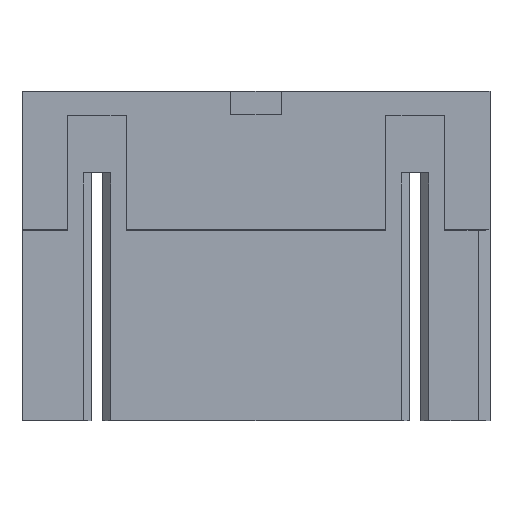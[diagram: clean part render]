
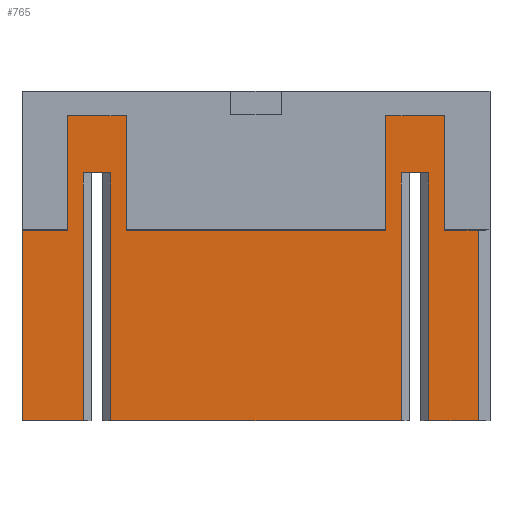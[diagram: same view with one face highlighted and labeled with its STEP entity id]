
A CAD part, top view. The second image highlights one B-rep face of the part: STEP entity #765.
In plain terms, the highlighted planar face has unit normal (0, 0, 1).
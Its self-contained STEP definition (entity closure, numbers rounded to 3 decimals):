
#19=FACE_OUTER_BOUND('',#58,.T.);
#58=EDGE_LOOP('',(#518,#519,#520,#521,#522,#523,#524,#525,#526,#527,#528,
#529,#530,#531,#532,#533,#534,#535,#536,#537));
#94=LINE('',#1050,#205);
#103=LINE('',#1068,#214);
#104=LINE('',#1071,#215);
#109=LINE('',#1081,#220);
#110=LINE('',#1083,#221);
#111=LINE('',#1085,#222);
#112=LINE('',#1087,#223);
#113=LINE('',#1089,#224);
#114=LINE('',#1091,#225);
#115=LINE('',#1093,#226);
#116=LINE('',#1095,#227);
#117=LINE('',#1097,#228);
#118=LINE('',#1099,#229);
#119=LINE('',#1101,#230);
#120=LINE('',#1103,#231);
#121=LINE('',#1105,#232);
#122=LINE('',#1107,#233);
#123=LINE('',#1109,#234);
#124=LINE('',#1110,#235);
#125=LINE('',#1111,#236);
#205=VECTOR('',#858,10.);
#214=VECTOR('',#871,10.);
#215=VECTOR('',#874,10.);
#220=VECTOR('',#881,10.);
#221=VECTOR('',#882,10.);
#222=VECTOR('',#883,10.);
#223=VECTOR('',#884,10.);
#224=VECTOR('',#885,10.);
#225=VECTOR('',#886,10.);
#226=VECTOR('',#887,10.);
#227=VECTOR('',#888,10.);
#228=VECTOR('',#889,10.);
#229=VECTOR('',#890,10.);
#230=VECTOR('',#891,10.);
#231=VECTOR('',#892,10.);
#232=VECTOR('',#893,10.);
#233=VECTOR('',#894,10.);
#234=VECTOR('',#895,10.);
#235=VECTOR('',#896,10.);
#236=VECTOR('',#897,10.);
#316=VERTEX_POINT('',#1047);
#317=VERTEX_POINT('',#1049);
#321=VERTEX_POINT('',#1061);
#324=VERTEX_POINT('',#1066);
#325=VERTEX_POINT('',#1070);
#329=VERTEX_POINT('',#1080);
#330=VERTEX_POINT('',#1082);
#331=VERTEX_POINT('',#1084);
#332=VERTEX_POINT('',#1086);
#333=VERTEX_POINT('',#1088);
#334=VERTEX_POINT('',#1090);
#335=VERTEX_POINT('',#1092);
#336=VERTEX_POINT('',#1094);
#337=VERTEX_POINT('',#1096);
#338=VERTEX_POINT('',#1098);
#339=VERTEX_POINT('',#1100);
#340=VERTEX_POINT('',#1102);
#341=VERTEX_POINT('',#1104);
#342=VERTEX_POINT('',#1106);
#343=VERTEX_POINT('',#1108);
#390=EDGE_CURVE('',#316,#317,#94,.T.);
#399=EDGE_CURVE('',#324,#321,#103,.T.);
#400=EDGE_CURVE('',#325,#321,#104,.T.);
#405=EDGE_CURVE('',#316,#329,#109,.T.);
#406=EDGE_CURVE('',#330,#329,#110,.T.);
#407=EDGE_CURVE('',#331,#330,#111,.T.);
#408=EDGE_CURVE('',#331,#332,#112,.T.);
#409=EDGE_CURVE('',#332,#333,#113,.T.);
#410=EDGE_CURVE('',#334,#333,#114,.T.);
#411=EDGE_CURVE('',#335,#334,#115,.T.);
#412=EDGE_CURVE('',#335,#336,#116,.T.);
#413=EDGE_CURVE('',#336,#337,#117,.T.);
#414=EDGE_CURVE('',#338,#337,#118,.T.);
#415=EDGE_CURVE('',#339,#338,#119,.T.);
#416=EDGE_CURVE('',#339,#340,#120,.T.);
#417=EDGE_CURVE('',#340,#341,#121,.T.);
#418=EDGE_CURVE('',#342,#341,#122,.T.);
#419=EDGE_CURVE('',#342,#343,#123,.T.);
#420=EDGE_CURVE('',#325,#343,#124,.T.);
#421=EDGE_CURVE('',#324,#317,#125,.T.);
#518=ORIENTED_EDGE('',*,*,#390,.F.);
#519=ORIENTED_EDGE('',*,*,#405,.T.);
#520=ORIENTED_EDGE('',*,*,#406,.F.);
#521=ORIENTED_EDGE('',*,*,#407,.F.);
#522=ORIENTED_EDGE('',*,*,#408,.T.);
#523=ORIENTED_EDGE('',*,*,#409,.T.);
#524=ORIENTED_EDGE('',*,*,#410,.F.);
#525=ORIENTED_EDGE('',*,*,#411,.F.);
#526=ORIENTED_EDGE('',*,*,#412,.T.);
#527=ORIENTED_EDGE('',*,*,#413,.T.);
#528=ORIENTED_EDGE('',*,*,#414,.F.);
#529=ORIENTED_EDGE('',*,*,#415,.F.);
#530=ORIENTED_EDGE('',*,*,#416,.T.);
#531=ORIENTED_EDGE('',*,*,#417,.T.);
#532=ORIENTED_EDGE('',*,*,#418,.F.);
#533=ORIENTED_EDGE('',*,*,#419,.T.);
#534=ORIENTED_EDGE('',*,*,#420,.F.);
#535=ORIENTED_EDGE('',*,*,#400,.T.);
#536=ORIENTED_EDGE('',*,*,#399,.F.);
#537=ORIENTED_EDGE('',*,*,#421,.T.);
#726=PLANE('',#818);
#765=ADVANCED_FACE('',(#19),#726,.T.);
#818=AXIS2_PLACEMENT_3D('',#1079,#879,#880);
#858=DIRECTION('',(0.,1.,0.));
#871=DIRECTION('',(0.,-1.,0.));
#874=DIRECTION('',(1.,0.,0.));
#879=DIRECTION('center_axis',(0.,0.,1.));
#880=DIRECTION('ref_axis',(1.,0.,0.));
#881=DIRECTION('',(1.,0.,0.));
#882=DIRECTION('',(0.,-1.,0.));
#883=DIRECTION('',(1.,0.,0.));
#884=DIRECTION('',(0.,1.,0.));
#885=DIRECTION('',(-1.,0.,0.));
#886=DIRECTION('',(0.,1.,0.));
#887=DIRECTION('',(1.,0.,0.));
#888=DIRECTION('',(0.,1.,0.));
#889=DIRECTION('',(-1.,0.,0.));
#890=DIRECTION('',(0.,1.,0.));
#891=DIRECTION('',(1.,0.,0.));
#892=DIRECTION('',(0.,-1.,0.));
#893=DIRECTION('',(1.,0.,0.));
#894=DIRECTION('',(0.,-1.,0.));
#895=DIRECTION('',(1.,0.,0.));
#896=DIRECTION('',(0.,1.,0.));
#897=DIRECTION('',(1.,0.,0.));
#1047=CARTESIAN_POINT('',(44.3,-24.45,4.));
#1049=CARTESIAN_POINT('',(44.3,39.075,4.));
#1050=CARTESIAN_POINT('',(44.3,19.538,4.));
#1061=CARTESIAN_POINT('',(37.3,-24.45,4.));
#1066=CARTESIAN_POINT('',(37.3,39.075,4.));
#1068=CARTESIAN_POINT('',(37.3,-12.225,4.));
#1070=CARTESIAN_POINT('',(-37.3,-24.45,4.));
#1071=CARTESIAN_POINT('',(-33.3,-24.45,4.));
#1079=CARTESIAN_POINT('Origin',(0.,0.,4.));
#1080=CARTESIAN_POINT('',(57.,-24.45,4.));
#1081=CARTESIAN_POINT('',(-33.3,-24.45,4.));
#1082=CARTESIAN_POINT('',(57.,24.45,4.));
#1083=CARTESIAN_POINT('',(57.,12.225,4.));
#1084=CARTESIAN_POINT('',(48.3,24.45,4.));
#1085=CARTESIAN_POINT('',(-30.,24.45,4.));
#1086=CARTESIAN_POINT('',(48.3,53.7,4.));
#1087=CARTESIAN_POINT('',(48.3,24.45,4.));
#1088=CARTESIAN_POINT('',(33.3,53.7,4.));
#1089=CARTESIAN_POINT('',(48.3,53.7,4.));
#1090=CARTESIAN_POINT('',(33.3,24.45,4.));
#1091=CARTESIAN_POINT('',(33.3,24.45,4.));
#1092=CARTESIAN_POINT('',(-33.3,24.45,4.));
#1093=CARTESIAN_POINT('',(-30.,24.45,4.));
#1094=CARTESIAN_POINT('',(-33.3,53.7,4.));
#1095=CARTESIAN_POINT('',(-33.3,24.45,4.));
#1096=CARTESIAN_POINT('',(-48.3,53.7,4.));
#1097=CARTESIAN_POINT('',(-48.3,53.7,4.));
#1098=CARTESIAN_POINT('',(-48.3,24.45,4.));
#1099=CARTESIAN_POINT('',(-48.3,24.45,4.));
#1100=CARTESIAN_POINT('',(-60.,24.45,4.));
#1101=CARTESIAN_POINT('',(-30.,24.45,4.));
#1102=CARTESIAN_POINT('',(-60.,-24.45,4.));
#1103=CARTESIAN_POINT('',(-60.,-60.,4.));
#1104=CARTESIAN_POINT('',(-44.3,-24.45,4.));
#1105=CARTESIAN_POINT('',(-33.3,-24.45,4.));
#1106=CARTESIAN_POINT('',(-44.3,39.075,4.));
#1107=CARTESIAN_POINT('',(-44.3,-12.225,4.));
#1108=CARTESIAN_POINT('',(-37.3,39.075,4.));
#1109=CARTESIAN_POINT('',(-21.15,39.075,4.));
#1110=CARTESIAN_POINT('',(-37.3,19.538,4.));
#1111=CARTESIAN_POINT('',(19.65,39.075,4.));
